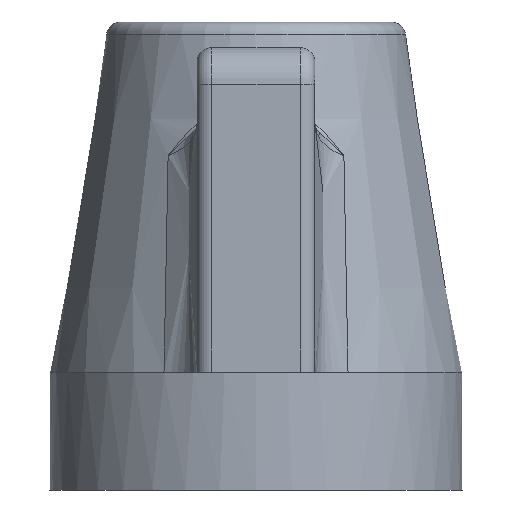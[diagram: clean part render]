
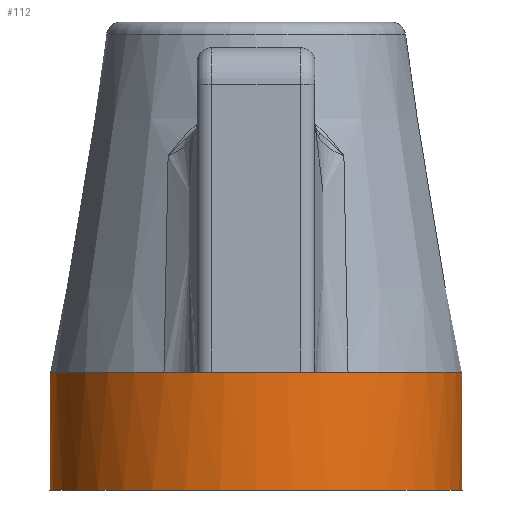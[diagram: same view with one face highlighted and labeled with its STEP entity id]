
A CAD part, left-side view. The second image highlights one B-rep face of the part: STEP entity #112.
In plain terms, the highlighted cylindrical face has radius 7 mm (diameter 14 mm), a full revolution.
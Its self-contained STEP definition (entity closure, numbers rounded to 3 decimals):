
#112 = ADVANCED_FACE( '', ( #261, #262 ), #263, .T. );
#261 = FACE_OUTER_BOUND( '', #563, .T. );
#262 = FACE_OUTER_BOUND( '', #564, .T. );
#263 = CYLINDRICAL_SURFACE( '', #565, 7. );
#563 = EDGE_LOOP( '', ( #1642, #1643, #1644, #1645 ) );
#564 = EDGE_LOOP( '', ( #1646 ) );
#565 = AXIS2_PLACEMENT_3D( '', #1647, #1648, #1649 );
#1642 = ORIENTED_EDGE( '', *, *, #2035, .F. );
#1643 = ORIENTED_EDGE( '', *, *, #2036, .F. );
#1644 = ORIENTED_EDGE( '', *, *, #2037, .F. );
#1645 = ORIENTED_EDGE( '', *, *, #1969, .F. );
#1646 = ORIENTED_EDGE( '', *, *, #2038, .T. );
#1647 = CARTESIAN_POINT( '', ( 0., 0., 15.87 ) );
#1648 = DIRECTION( '', ( 0., 0., -1. ) );
#1649 = DIRECTION( '', ( 1., 0., 0. ) );
#1969 = EDGE_CURVE( '', #2159, #2161, #2162, .T. );
#2035 = EDGE_CURVE( '', #2267, #2159, #2268, .T. );
#2036 = EDGE_CURVE( '', #2269, #2267, #2270, .T. );
#2037 = EDGE_CURVE( '', #2161, #2269, #2271, .T. );
#2038 = EDGE_CURVE( '', #2272, #2272, #2273, .T. );
#2159 = VERTEX_POINT( '', #2419 );
#2161 = VERTEX_POINT( '', #2453 );
#2162 = CIRCLE( '', #2454, 7. );
#2267 = VERTEX_POINT( '', #2707 );
#2268 = CIRCLE( '', #2708, 7. );
#2269 = VERTEX_POINT( '', #2709 );
#2270 = CIRCLE( '', #2710, 7. );
#2271 = CIRCLE( '', #2711, 7. );
#2272 = VERTEX_POINT( '', #2712 );
#2273 = CIRCLE( '', #2713, 7. );
#2419 = CARTESIAN_POINT( '', ( -6.266, 3.121, 4. ) );
#2453 = CARTESIAN_POINT( '', ( -6.266, -3.121, 4. ) );
#2454 = AXIS2_PLACEMENT_3D( '', #3313, #3314, #3315 );
#2707 = CARTESIAN_POINT( '', ( 6.266, 3.121, 4. ) );
#2708 = AXIS2_PLACEMENT_3D( '', #3412, #3413, #3414 );
#2709 = CARTESIAN_POINT( '', ( 6.266, -3.121, 4. ) );
#2710 = AXIS2_PLACEMENT_3D( '', #3415, #3416, #3417 );
#2711 = AXIS2_PLACEMENT_3D( '', #3418, #3419, #3420 );
#2712 = CARTESIAN_POINT( '', ( 7., 0., 0. ) );
#2713 = AXIS2_PLACEMENT_3D( '', #3421, #3422, #3423 );
#3313 = CARTESIAN_POINT( '', ( 0., 0., 4. ) );
#3314 = DIRECTION( '', ( 0., 0., 1. ) );
#3315 = DIRECTION( '', ( 1., 0., 0. ) );
#3412 = CARTESIAN_POINT( '', ( 0., 0., 4. ) );
#3413 = DIRECTION( '', ( 0., 0., 1. ) );
#3414 = DIRECTION( '', ( 1., 0., 0. ) );
#3415 = CARTESIAN_POINT( '', ( 0., 0., 4. ) );
#3416 = DIRECTION( '', ( 0., 0., 1. ) );
#3417 = DIRECTION( '', ( 1., 0., 0. ) );
#3418 = CARTESIAN_POINT( '', ( 0., 0., 4. ) );
#3419 = DIRECTION( '', ( 0., 0., 1. ) );
#3420 = DIRECTION( '', ( 1., 0., 0. ) );
#3421 = CARTESIAN_POINT( '', ( 0., 0., 0. ) );
#3422 = DIRECTION( '', ( 0., 0., 1. ) );
#3423 = DIRECTION( '', ( 1., 0., 0. ) );
